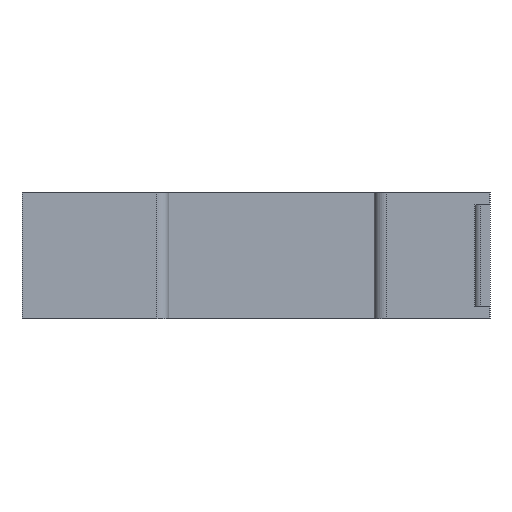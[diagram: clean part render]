
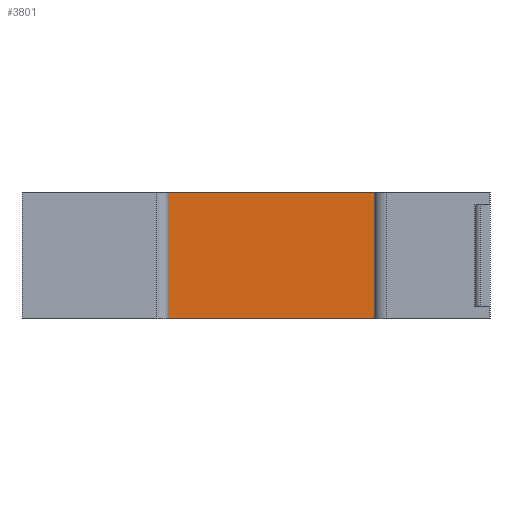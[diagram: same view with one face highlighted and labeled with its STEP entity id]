
A CAD part, front view. The second image highlights one B-rep face of the part: STEP entity #3801.
In plain terms, the highlighted planar face has unit normal (0, -1, 0).
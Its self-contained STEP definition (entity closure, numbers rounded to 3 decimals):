
#889=DIRECTION('',(-1.,0.,0.));
#890=VECTOR('',#889,37.2);
#891=CARTESIAN_POINT('',(58.7,5.5,-10.5));
#892=LINE('',#891,#890);
#893=DIRECTION('',(0.,0.,-1.));
#894=VECTOR('',#893,21.);
#895=CARTESIAN_POINT('',(58.7,5.5,10.5));
#896=LINE('',#895,#894);
#901=DIRECTION('',(0.,0.,-1.));
#902=VECTOR('',#901,21.);
#903=CARTESIAN_POINT('',(21.5,5.5,10.5));
#904=LINE('',#903,#902);
#1076=DIRECTION('',(-1.,0.,0.));
#1077=VECTOR('',#1076,37.2);
#1078=CARTESIAN_POINT('',(58.7,5.5,10.5));
#1079=LINE('',#1078,#1077);
#2099=CARTESIAN_POINT('',(21.5,5.5,-10.5));
#2100=VERTEX_POINT('',#2099);
#2101=CARTESIAN_POINT('',(58.7,5.5,-10.5));
#2102=VERTEX_POINT('',#2101);
#2346=CARTESIAN_POINT('',(58.7,5.5,10.5));
#2347=VERTEX_POINT('',#2346);
#2348=CARTESIAN_POINT('',(21.5,5.5,10.5));
#2349=VERTEX_POINT('',#2348);
#3788=CARTESIAN_POINT('',(21.5,5.5,-10.5));
#3789=DIRECTION('',(0.,-1.,0.));
#3790=DIRECTION('',(1.,0.,0.));
#3791=AXIS2_PLACEMENT_3D('',#3788,#3789,#3790);
#3792=PLANE('',#3791);
#3793=ORIENTED_EDGE('',*,*,#2731,.T.);
#3795=ORIENTED_EDGE('',*,*,#3794,.F.);
#3797=ORIENTED_EDGE('',*,*,#3796,.F.);
#3798=ORIENTED_EDGE('',*,*,#3780,.T.);
#3799=EDGE_LOOP('',(#3793,#3795,#3797,#3798));
#3800=FACE_OUTER_BOUND('',#3799,.F.);
#3801=ADVANCED_FACE('',(#3800),#3792,.T.);
#2731=EDGE_CURVE('',#2102,#2100,#892,.T.);
#3780=EDGE_CURVE('',#2347,#2102,#896,.T.);
#3794=EDGE_CURVE('',#2349,#2100,#904,.T.);
#3796=EDGE_CURVE('',#2347,#2349,#1079,.T.);
